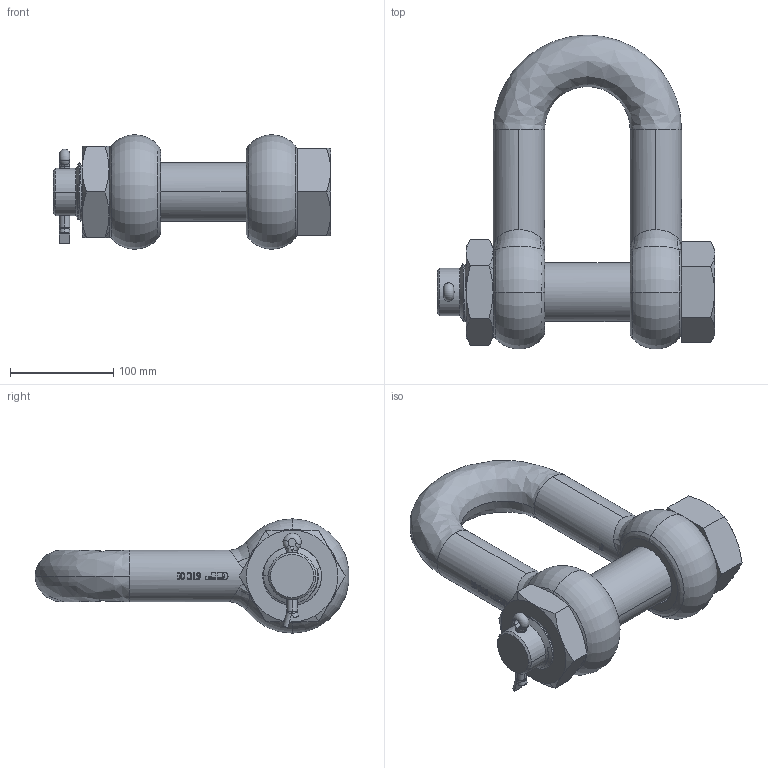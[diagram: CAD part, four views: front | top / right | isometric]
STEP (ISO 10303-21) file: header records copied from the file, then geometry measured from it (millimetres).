
FILE_DESCRIPTION(('STEP AP214'),'1');
FILE_NAME('gpgdmb50.stp','2017-03-31T06:12:21',('TraceParts'),('TraceParts S.A.'),'Spatial InterOp 3D',' ',' ');
FILE_SCHEMA(('automotive_design'));
Length unit declared in the file: millimetre
Products named in the file (4): gpgdmb50_1; gpgdmb50_2; gpgdmb50_3; gpgdmb50_4
Bounding box: 269 x 304.6 x 111 mm (x, y, z)
Volume: 2275949.3 mm3; surface area: 227347.2 mm2
Topology: 4 solids, 4 shells, 656 faces, 1782 edges, 1162 vertices
Faces by surface type: bspline 284, plane 243, cylinder 90, cone 28, torus 11
Entity records: 34212 total; most frequent: CARTESIAN_POINT 19746, ORIENTED_EDGE 3548, DIRECTION 2052, EDGE_CURVE 1774, VERTEX_POINT 1162, LINE 828, VECTOR 828, EDGE_LOOP 700
